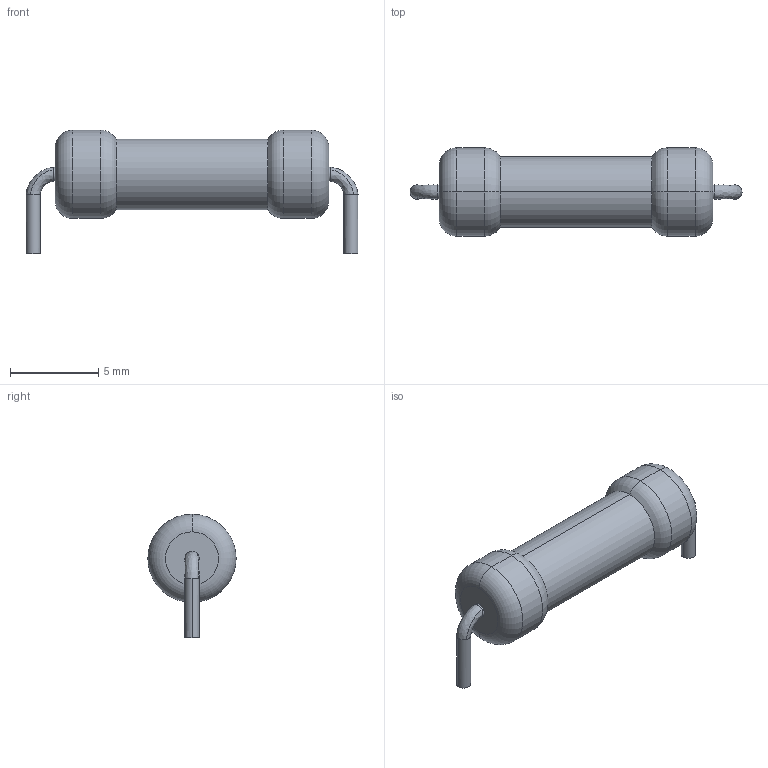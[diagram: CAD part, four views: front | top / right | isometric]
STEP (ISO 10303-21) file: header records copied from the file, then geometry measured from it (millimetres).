
FILE_DESCRIPTION (( 'STEP AP214' ), '1' );
FILE_NAME ('MFR200.STEP', '2023-08-04T03:35:58', ( '' ), ( '' ), 'SwSTEP 2.0', 'SolidWorks 2019', '' );
FILE_SCHEMA (( 'AUTOMOTIVE_DESIGN' ));
Length unit declared in the file: millimetre
Products named in the file (1): MFR200
Bounding box: 18.8 x 5 x 7 mm (x, y, z)
Volume: 238.9 mm3; surface area: 272.8 mm2
Topology: 3 solids, 3 shells, 32 faces, 66 edges, 40 vertices
Faces by surface type: cylinder 14, torus 8, plane 6, bspline 4
Entity records: 1326 total; most frequent: CARTESIAN_POINT 531, DIRECTION 136, ORIENTED_EDGE 132, EDGE_CURVE 66, AXIS2_PLACEMENT_3D 61, VERTEX_POINT 40, CIRCLE 32, ADVANCED_FACE 32
